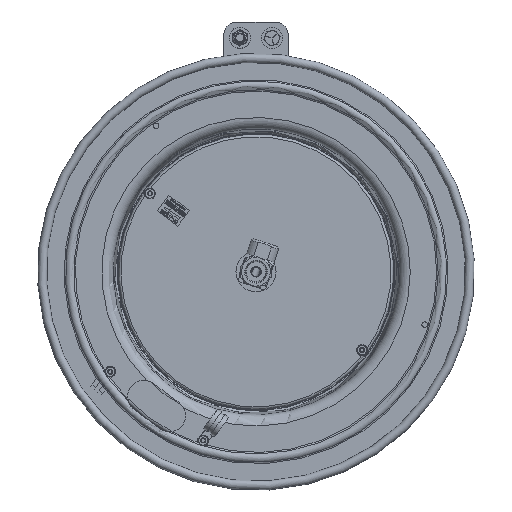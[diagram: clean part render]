
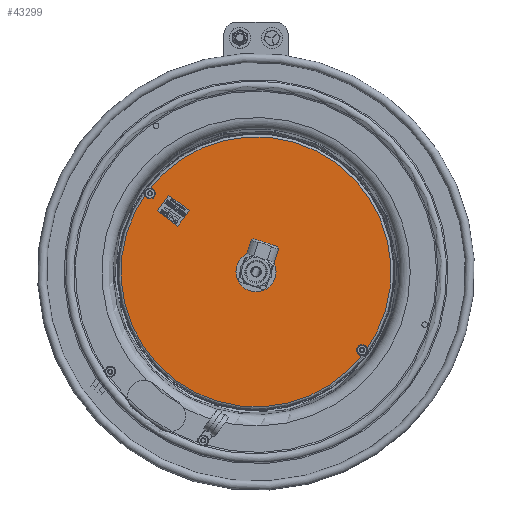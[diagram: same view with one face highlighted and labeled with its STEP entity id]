
A CAD part, top view. The second image highlights one B-rep face of the part: STEP entity #43299.
In plain terms, the highlighted planar face has unit normal (0, 0, 1).
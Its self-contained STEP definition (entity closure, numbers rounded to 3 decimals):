
#2080=FACE_BOUND('',#5262,.T.);
#2081=FACE_BOUND('',#5263,.T.);
#2082=FACE_BOUND('',#5264,.T.);
#2531=PLANE('',#45402);
#3521=FACE_OUTER_BOUND('',#5261,.T.);
#5261=EDGE_LOOP('',(#34210,#34211));
#5262=EDGE_LOOP('',(#34212));
#5263=EDGE_LOOP('',(#34213));
#5264=EDGE_LOOP('',(#34214));
#15691=CIRCLE('',#45397,5.255);
#15692=CIRCLE('',#45398,5.255);
#15696=CIRCLE('',#45403,0.1);
#15697=CIRCLE('',#45404,0.1);
#15698=CIRCLE('',#45405,0.65);
#19320=VERTEX_POINT('',#67802);
#19321=VERTEX_POINT('',#67803);
#19324=VERTEX_POINT('',#67812);
#19325=VERTEX_POINT('',#67814);
#19326=VERTEX_POINT('',#67816);
#25738=EDGE_CURVE('',#19320,#19321,#15691,.T.);
#25739=EDGE_CURVE('',#19321,#19320,#15692,.T.);
#25743=EDGE_CURVE('',#19324,#19324,#15696,.T.);
#25744=EDGE_CURVE('',#19325,#19325,#15697,.T.);
#25745=EDGE_CURVE('',#19326,#19326,#15698,.T.);
#34210=ORIENTED_EDGE('',*,*,#25738,.T.);
#34211=ORIENTED_EDGE('',*,*,#25739,.T.);
#34212=ORIENTED_EDGE('',*,*,#25743,.T.);
#34213=ORIENTED_EDGE('',*,*,#25744,.T.);
#34214=ORIENTED_EDGE('',*,*,#25745,.T.);
#43299=ADVANCED_FACE('',(#3521,#2080,#2081,#2082),#2531,.T.);
#45397=AXIS2_PLACEMENT_3D('',#67804,#51035,#51036);
#45398=AXIS2_PLACEMENT_3D('',#67805,#51037,#51038);
#45402=AXIS2_PLACEMENT_3D('',#67811,#51045,#51046);
#45403=AXIS2_PLACEMENT_3D('',#67813,#51047,#51048);
#45404=AXIS2_PLACEMENT_3D('',#67815,#51049,#51050);
#45405=AXIS2_PLACEMENT_3D('',#67817,#51051,#51052);
#51035=DIRECTION('center_axis',(0.,0.,
1.));
#51036=DIRECTION('ref_axis',(-0.595,-0.804,0.));
#51037=DIRECTION('center_axis',(0.,0.,
1.));
#51038=DIRECTION('ref_axis',(-0.595,-0.804,0.));
#51045=DIRECTION('center_axis',(0.,0.,
1.));
#51046=DIRECTION('ref_axis',(-0.804,0.595,0.));
#51047=DIRECTION('center_axis',(0.,0.,
-1.));
#51048=DIRECTION('ref_axis',(-0.595,-0.804,0.));
#51049=DIRECTION('center_axis',(0.,0.,
-1.));
#51050=DIRECTION('ref_axis',(-0.595,-0.804,0.));
#51051=DIRECTION('center_axis',(0.,0.,
-1.));
#51052=DIRECTION('ref_axis',(0.595,0.804,0.));
#67802=CARTESIAN_POINT('',(-3.125,-6.7,3.08));
#67803=CARTESIAN_POINT('',(4.225,-5.6,3.08));
#67804=CARTESIAN_POINT('Origin',(0.,-2.475,3.08));
#67805=CARTESIAN_POINT('Origin',(0.,-2.475,3.08));
#67811=CARTESIAN_POINT('Origin',(-1.562,-4.587,3.08));
#67812=CARTESIAN_POINT('',(-4.18,0.492,3.08));
#67813=CARTESIAN_POINT('Origin',(-4.12,0.573,3.08));
#67814=CARTESIAN_POINT('',(4.061,-5.603,3.08));
#67815=CARTESIAN_POINT('Origin',(4.12,-5.523,3.08));
#67816=CARTESIAN_POINT('',(-0.387,-2.998,3.08));
#67817=CARTESIAN_POINT('Origin',(0.,-2.475,3.08));
